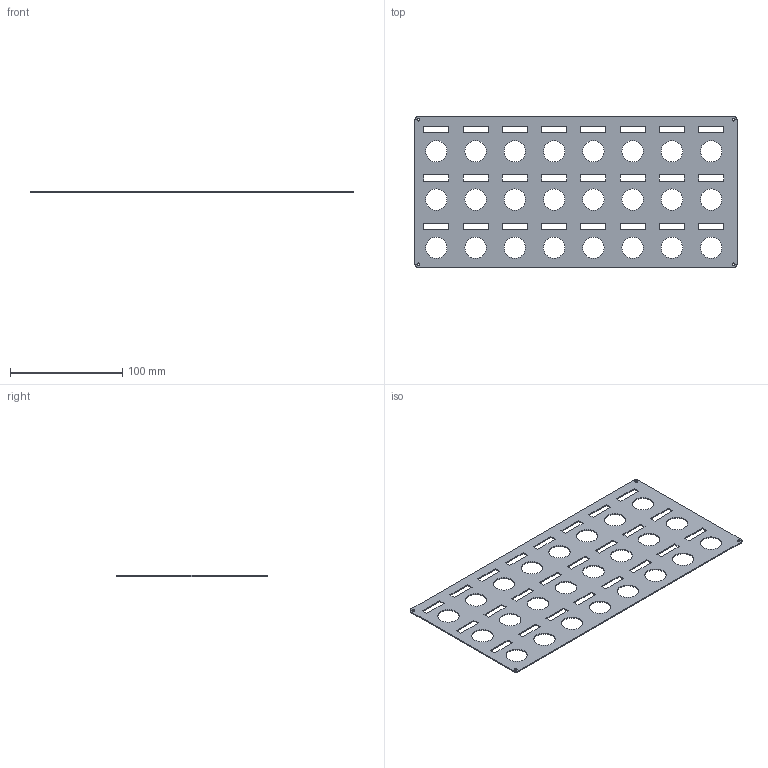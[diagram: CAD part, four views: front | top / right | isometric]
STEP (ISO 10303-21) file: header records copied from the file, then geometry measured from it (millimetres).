
FILE_DESCRIPTION(('FreeCAD Model'),'2;1');
FILE_NAME('Open CASCADE Shape Model','2024-03-27T00:19:20',(''),(''), 'Open CASCADE STEP processor 7.6','FreeCAD','Unknown');
FILE_SCHEMA(('AUTOMOTIVE_DESIGN { 1 0 10303 214 1 1 1 1 }'));
Length unit declared in the file: millimetre
Products named in the file (2): Pot; Body029
Assembly tree (1 placements, depth 2):
  Pot
    Body029
Bounding box: 287 x 135 x 1 mm (x, y, z)
Volume: 28879.3 mm3; surface area: 61407.8 mm2
Topology: 1 solids, 1 shells, 134 faces, 396 edges, 264 vertices
Faces by surface type: plane 102, cylinder 32
Full cylindrical faces by diameter (mm): 2.54 x4, 19.05 x24
Entity records: 4692 total; most frequent: CARTESIAN_POINT 796, ORIENTED_EDGE 792, DIRECTION 732, EDGE_CURVE 396, LINE 332, VECTOR 332, VERTEX_POINT 264, FACE_BOUND 238
